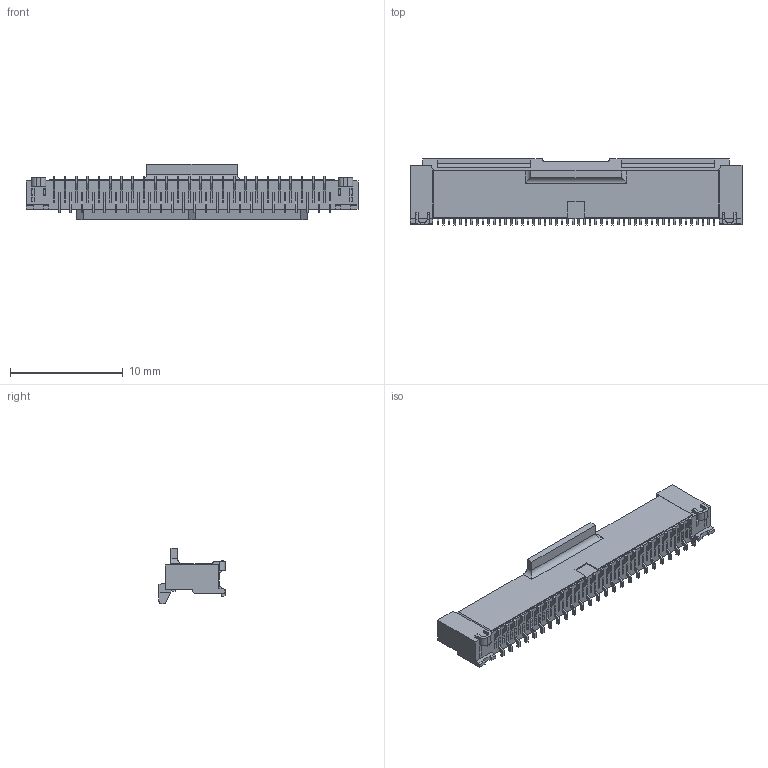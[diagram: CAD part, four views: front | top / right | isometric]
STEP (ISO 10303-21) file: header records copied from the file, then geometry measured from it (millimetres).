
FILE_DESCRIPTION (( 'STEP AP214' ), '1' );
FILE_NAME ('07-00167--A114513-001---50.STEP', '2020-09-18T11:02:14', ( '' ), ( '' ), 'SwSTEP 2.0', 'SolidWorks 2018', '' );
FILE_SCHEMA (( 'AUTOMOTIVE_DESIGN' ));
Length unit declared in the file: millimetre
Products named in the file (2): 07-00167--A114513-001---50
Bounding box: 29.44 x 5.85 x 4.95 mm (x, y, z)
Volume: 280.4 mm3; surface area: 836.1 mm2
Topology: 1 solids, 1 shells, 1775 faces, 4872 edges, 3230 vertices
Faces by surface type: plane 1560, cylinder 215
Entity records: 55711 total; most frequent: CARTESIAN_POINT 9933, ORIENTED_EDGE 9744, DIRECTION 8824, EDGE_CURVE 4872, VECTOR 4438, LINE 4438, VERTEX_POINT 3230, AXIS2_PLACEMENT_3D 2193
